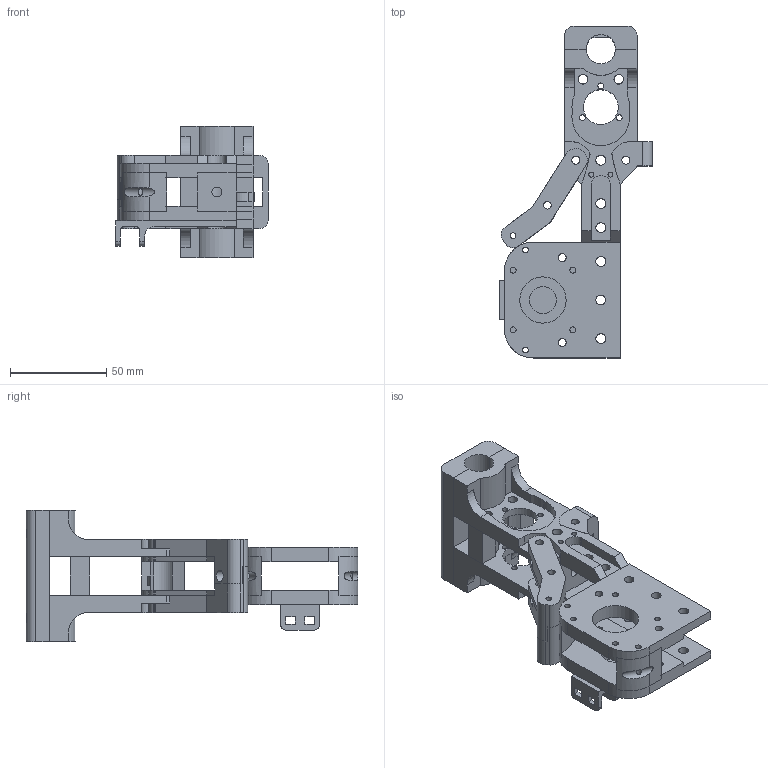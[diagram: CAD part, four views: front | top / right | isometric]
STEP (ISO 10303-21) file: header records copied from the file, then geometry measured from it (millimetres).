
FILE_DESCRIPTION(/* description */ (''),/* implementation_level */ '2;1');
FILE_NAME(/* name */ 'GM_XCar_MotorMount.step',/* time_stamp */ '2023-10-03T16:03:49-07:00',/* author */ (''),/* organization */ (''),/* preprocessor_version */ 'ST-DEVELOPER v20',/* originating_system */ 'Autodesk Translation Framework v12.14.0.127',/* authorisation */ '');
FILE_SCHEMA (('AUTOMOTIVE_DESIGN { 1 0 10303 214 3 1 1 }'));
Length unit declared in the file: millimetre
Products named in the file (1): GM_XCar
Bounding box: 79.25 x 172 x 68 mm (x, y, z)
Volume: 145288 mm3; surface area: 75813 mm2
Topology: 16 solids, 16 shells, 411 faces, 1107 edges, 731 vertices
Faces by surface type: plane 231, cylinder 178, bspline 1, torus 1
Full cylindrical faces by diameter (mm): 2.6 x4, 3 x14, 3.1 x4, 4 x4, 4.1 x12, 4.2 x13, 5 x6, 5.1 x12, 5.2 x4, 6 x2, 6.1 x4, 7.1 x1, 8 x4, 10 x1, 14 x1, 18 x2, 24 x1
Entity records: 14107 total; most frequent: CARTESIAN_POINT 3093, DIRECTION 2284, ORIENTED_EDGE 2214, EDGE_CURVE 1107, AXIS2_PLACEMENT_3D 781, VERTEX_POINT 731, LINE 722, VECTOR 722
